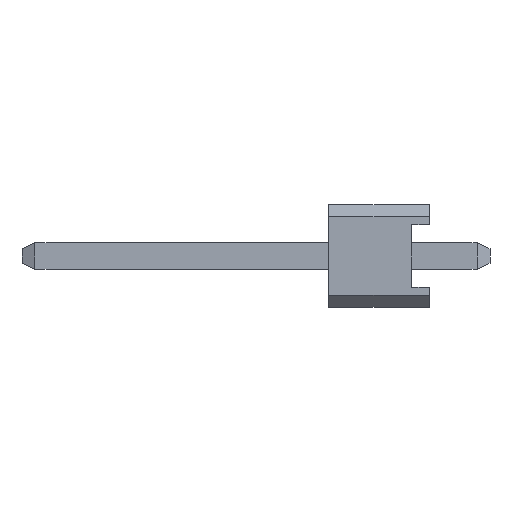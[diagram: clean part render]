
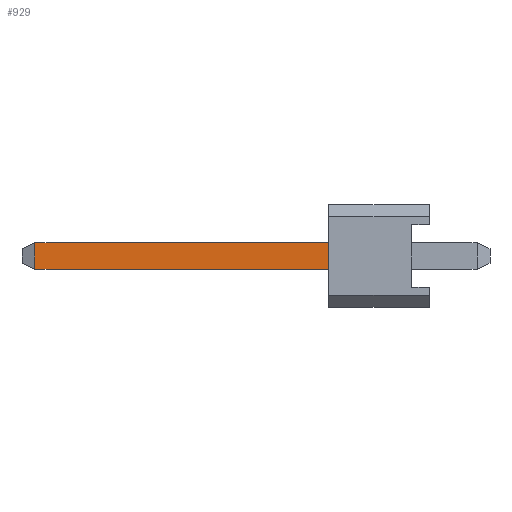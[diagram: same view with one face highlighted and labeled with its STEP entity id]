
A CAD part, left-side view. The second image highlights one B-rep face of the part: STEP entity #929.
In plain terms, the highlighted planar face has unit normal (-1, 0, 0).
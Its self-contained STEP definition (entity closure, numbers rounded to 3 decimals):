
#849 = EDGE_LOOP ( 'NONE', ( #850, #853, #856, #858 ) ) ;
#850 = ORIENTED_EDGE ( 'NONE', *, *, #851, .F. ) ;
#851 = EDGE_CURVE ( 'NONE', #852, #989, #3042, .T. ) ;
#852 = VERTEX_POINT ( 'NONE', #3038 ) ;
#853 = ORIENTED_EDGE ( 'NONE', *, *, #854, .T. ) ;
#854 = EDGE_CURVE ( 'NONE', #852, #855, #3037, .T. ) ;
#855 = VERTEX_POINT ( 'NONE', #3033 ) ;
#856 = ORIENTED_EDGE ( 'NONE', *, *, #857, .T. ) ;
#857 = EDGE_CURVE ( 'NONE', #855, #988, #3032, .T. ) ;
#858 = ORIENTED_EDGE ( 'NONE', *, *, #1078, .T. ) ;
#929 = ADVANCED_FACE ( 'NONE', ( #4836 ), #4835, .F. ) ;
#988 = VERTEX_POINT ( 'NONE', #3093 ) ;
#989 = VERTEX_POINT ( 'NONE', #3092 ) ;
#1078 = EDGE_CURVE ( 'NONE', #988, #989, #3132, .T. ) ;
#3029 = DIRECTION ( 'NONE',  ( 0., -1., 0. ) ) ;
#3030 = VECTOR ( 'NONE', #3029, 1000. ) ;
#3031 = CARTESIAN_POINT ( 'NONE',  ( -0.325, 10.1, -0.325 ) ) ;
#3032 = LINE ( 'NONE', #3031, #3030 ) ;
#3033 = CARTESIAN_POINT ( 'NONE',  ( -0.325, 9.778, -0.325 ) ) ;
#3034 = DIRECTION ( 'NONE',  ( 0., 0., -1. ) ) ;
#3035 = VECTOR ( 'NONE', #3034, 1000. ) ;
#3036 = CARTESIAN_POINT ( 'NONE',  ( -0.325, 9.778, 0.325 ) ) ;
#3037 = LINE ( 'NONE', #3036, #3035 ) ;
#3038 = CARTESIAN_POINT ( 'NONE',  ( -0.325, 9.778, 0.325 ) ) ;
#3039 = DIRECTION ( 'NONE',  ( 0., -1., 0. ) ) ;
#3040 = VECTOR ( 'NONE', #3039, 1000. ) ;
#3041 = CARTESIAN_POINT ( 'NONE',  ( -0.325, 10.1, 0.325 ) ) ;
#3042 = LINE ( 'NONE', #3041, #3040 ) ;
#3092 = CARTESIAN_POINT ( 'NONE',  ( -0.325, 2.5, 0.325 ) ) ;
#3093 = CARTESIAN_POINT ( 'NONE',  ( -0.325, 2.5, -0.325 ) ) ;
#3129 = DIRECTION ( 'NONE',  ( 0., 0., 1. ) ) ;
#3130 = VECTOR ( 'NONE', #3129, 1000. ) ;
#3131 = CARTESIAN_POINT ( 'NONE',  ( -0.325, 2.5, -1.27 ) ) ;
#3132 = LINE ( 'NONE', #3131, #3130 ) ;
#4831 = DIRECTION ( 'NONE',  ( 0., 0., -1. ) ) ;
#4832 = DIRECTION ( 'NONE',  ( 1., 0., 0. ) ) ;
#4833 = CARTESIAN_POINT ( 'NONE',  ( -0.325, 10.1, 0.325 ) ) ;
#4834 = AXIS2_PLACEMENT_3D ( 'NONE', #4833, #4832, #4831 ) ;
#4835 = PLANE ( 'NONE',  #4834 ) ;
#4836 = FACE_OUTER_BOUND ( 'NONE', #849, .T. ) ;
